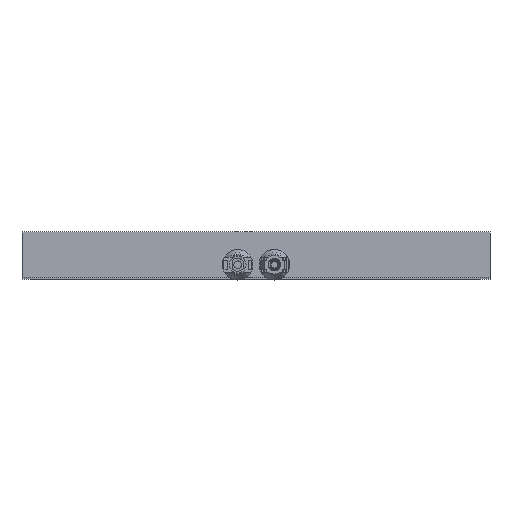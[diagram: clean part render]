
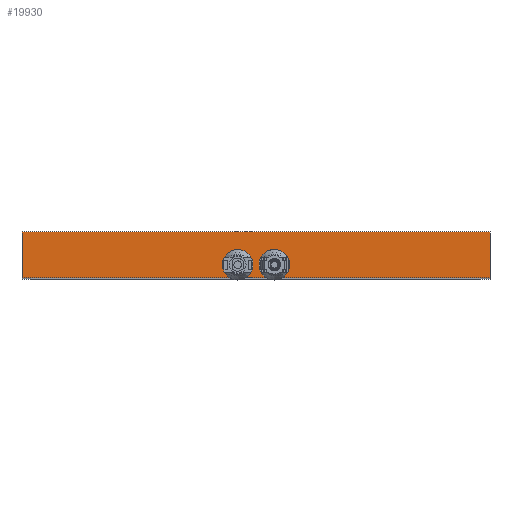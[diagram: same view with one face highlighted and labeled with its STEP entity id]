
A CAD part, top view. The second image highlights one B-rep face of the part: STEP entity #19930.
In plain terms, the highlighted planar face has unit normal (0, 0, 1).
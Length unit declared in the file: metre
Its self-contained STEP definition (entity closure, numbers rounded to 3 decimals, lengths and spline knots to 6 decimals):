
#1015=LINE('',#34318,#3289);
#1028=LINE('',#34369,#3302);
#1031=LINE('',#34375,#3305);
#1032=LINE('',#34377,#3306);
#3289=VECTOR('',#26964,1.);
#3302=VECTOR('',#27005,1.);
#3305=VECTOR('',#27010,1.);
#3306=VECTOR('',#27011,1.);
#5972=PLANE('',#23711);
#9016=ORIENTED_EDGE('',*,*,#13106,.T.);
#9017=ORIENTED_EDGE('',*,*,#13107,.F.);
#9018=ORIENTED_EDGE('',*,*,#13103,.F.);
#9019=ORIENTED_EDGE('',*,*,#13078,.T.);
#13078=EDGE_CURVE('',#15335,#15338,#1015,.T.);
#13103=EDGE_CURVE('',#15335,#15363,#1028,.T.);
#13106=EDGE_CURVE('',#15338,#15365,#1031,.T.);
#13107=EDGE_CURVE('',#15363,#15365,#1032,.T.);
#15335=VERTEX_POINT('',#34312);
#15338=VERTEX_POINT('',#34317);
#15363=VERTEX_POINT('',#34370);
#15365=VERTEX_POINT('',#34376);
#17161=EDGE_LOOP('',(#9016,#9017,#9018,#9019));
#18524=FACE_BOUND('',#17161,.T.);
#19930=ADVANCED_FACE('',(#18524),#5972,.T.);
#23711=AXIS2_PLACEMENT_3D('',#34374,#27008,#27009);
#26964=DIRECTION('',(-1.,0.,0.));
#27005=DIRECTION('',(0.,-1.,0.));
#27008=DIRECTION('',(0.,0.,1.));
#27009=DIRECTION('',(1.,0.,0.));
#27010=DIRECTION('',(0.,-1.,0.));
#27011=DIRECTION('',(-1.,0.,0.));
#34312=CARTESIAN_POINT('',(0.1535,0.026,0.2535));
#34317=CARTESIAN_POINT('',(-0.1535,0.026,0.2535));
#34318=CARTESIAN_POINT('',(0.,0.026,0.2535));
#34369=CARTESIAN_POINT('',(0.1535,0.,0.2535));
#34370=CARTESIAN_POINT('',(0.1535,-0.004,0.2535));
#34374=CARTESIAN_POINT('',(0.,0.,0.2535));
#34375=CARTESIAN_POINT('',(-0.1535,0.,0.2535));
#34376=CARTESIAN_POINT('',(-0.1535,-0.004,0.2535));
#34377=CARTESIAN_POINT('',(0.,-0.004,0.2535));
